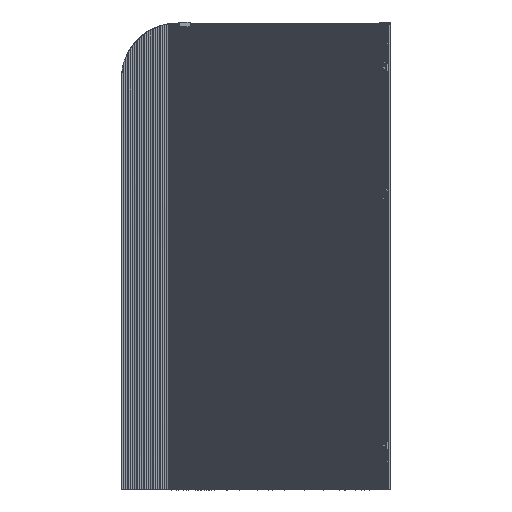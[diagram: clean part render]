
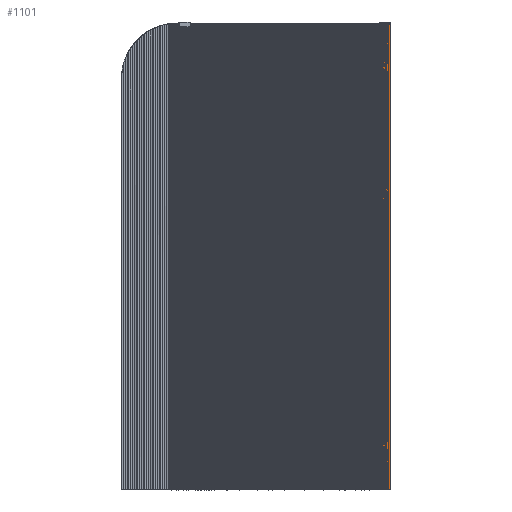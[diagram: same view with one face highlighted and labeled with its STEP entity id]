
A CAD part, front view. The second image highlights one B-rep face of the part: STEP entity #1101.
In plain terms, the highlighted face is planar.
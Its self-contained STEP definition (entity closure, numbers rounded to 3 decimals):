
#1101=ADVANCED_FACE('',(#2489),#21945,.T.);
#2489=FACE_OUTER_BOUND('',#3917,.T.);
#3917=EDGE_LOOP('',(#8002,#8003,#8004,#8005));
#8002=ORIENTED_EDGE('',*,*,#13720,.F.);
#8003=ORIENTED_EDGE('',*,*,#13606,.F.);
#8004=ORIENTED_EDGE('',*,*,#13719,.T.);
#8005=ORIENTED_EDGE('',*,*,#13638,.T.);
#13606=EDGE_CURVE('',#20383,#20384,#16584,.T.);
#13638=EDGE_CURVE('',#20443,#20442,#16616,.T.);
#13719=EDGE_CURVE('',#20383,#20443,#16687,.T.);
#13720=EDGE_CURVE('',#20384,#20442,#16688,.T.);
#16584=B_SPLINE_CURVE_WITH_KNOTS('',1,(#42140,#42141),.UNSPECIFIED.,.F.,
 .F.,(2,2),(0.,47.5),.UNSPECIFIED.);
#16616=B_SPLINE_CURVE_WITH_KNOTS('',1,(#42204,#42205),.UNSPECIFIED.,.F.,
 .F.,(2,2),(-47.5,0.),.UNSPECIFIED.);
#16687=B_SPLINE_CURVE_WITH_KNOTS('',1,(#42376,#42377),.UNSPECIFIED.,.F.,
 .F.,(2,2),(-2100.,0.),.UNSPECIFIED.);
#16688=B_SPLINE_CURVE_WITH_KNOTS('',1,(#42378,#42379),.UNSPECIFIED.,.F.,
 .F.,(2,2),(-2100.,0.),.UNSPECIFIED.);
#20383=VERTEX_POINT('',#41557);
#20384=VERTEX_POINT('',#41558);
#20442=VERTEX_POINT('',#41616);
#20443=VERTEX_POINT('',#41617);
#21945=PLANE('',#24044);
#24044=AXIS2_PLACEMENT_3D('',#41427,#25275,$);
#25275=DIRECTION('',(-1.,0.,0.));
#41427=CARTESIAN_POINT('',(-2728.292,731.481,-1260.));
#41557=CARTESIAN_POINT('',(-2728.292,783.731,1050.));
#41558=CARTESIAN_POINT('',(-2728.292,736.231,1050.));
#41616=CARTESIAN_POINT('',(-2728.292,736.231,-1050.));
#41617=CARTESIAN_POINT('',(-2728.292,783.731,-1050.));
#42140=CARTESIAN_POINT('',(-2728.292,783.731,1050.));
#42141=CARTESIAN_POINT('',(-2728.292,736.231,1050.));
#42204=CARTESIAN_POINT('',(-2728.292,783.731,-1050.));
#42205=CARTESIAN_POINT('',(-2728.292,736.231,-1050.));
#42376=CARTESIAN_POINT('',(-2728.292,783.731,1050.));
#42377=CARTESIAN_POINT('',(-2728.292,783.731,-1050.));
#42378=CARTESIAN_POINT('',(-2728.292,736.231,1050.));
#42379=CARTESIAN_POINT('',(-2728.292,736.231,-1050.));
